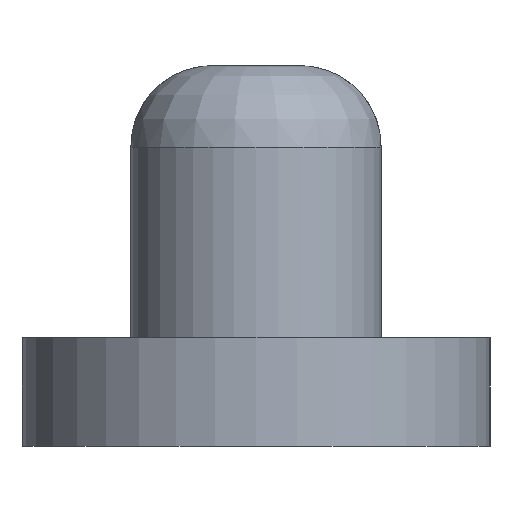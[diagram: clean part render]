
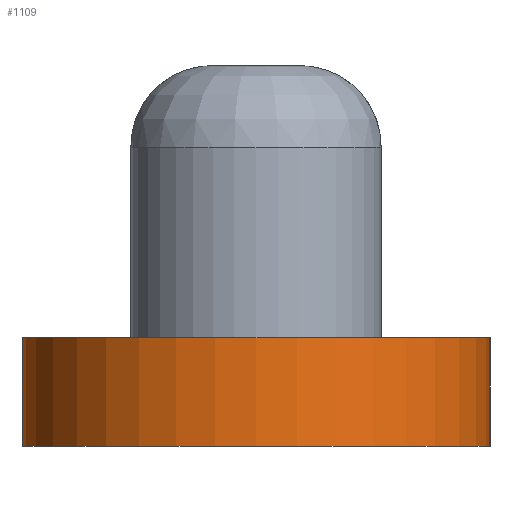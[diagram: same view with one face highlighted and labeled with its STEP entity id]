
A CAD part, left-side view. The second image highlights one B-rep face of the part: STEP entity #1109.
In plain terms, the highlighted cylindrical face has radius 2.15 mm (diameter 4.3 mm), a partial arc.
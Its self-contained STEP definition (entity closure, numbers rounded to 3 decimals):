
#128 = PLANE('',#129);
#129 = AXIS2_PLACEMENT_3D('',#130,#131,#132);
#130 = CARTESIAN_POINT('',(0.,0.,1.)
  );
#131 = DIRECTION('',(0.,0.,1.));
#132 = DIRECTION('',(1.,0.,0.));
#156 = PLANE('',#157);
#157 = AXIS2_PLACEMENT_3D('',#158,#159,#160);
#158 = CARTESIAN_POINT('',(10.65,-2.15,0.));
#159 = DIRECTION('',(0.,-1.,0.));
#160 = DIRECTION('',(-1.,0.,0.));
#212 = PLANE('',#213);
#213 = AXIS2_PLACEMENT_3D('',#214,#215,#216);
#214 = CARTESIAN_POINT('',(10.65,2.15,0.));
#215 = DIRECTION('',(0.,-1.,0.));
#216 = DIRECTION('',(-1.,0.,0.));
#437 = VERTEX_POINT('',#438);
#438 = CARTESIAN_POINT('',(-10.65,-2.15,1.));
#508 = VERTEX_POINT('',#509);
#509 = CARTESIAN_POINT('',(-10.65,2.15,1.));
#530 = EDGE_CURVE('',#508,#437,#531,.T.);
#531 = SURFACE_CURVE('',#532,(#537,#544),.PCURVE_S1.);
#532 = CIRCLE('',#533,2.15);
#533 = AXIS2_PLACEMENT_3D('',#534,#535,#536);
#534 = CARTESIAN_POINT('',(-10.65,0.,1.));
#535 = DIRECTION('',(0.,0.,1.));
#536 = DIRECTION('',(1.,0.,0.));
#537 = PCURVE('',#128,#538);
#538 = DEFINITIONAL_REPRESENTATION('',(#539),#543);
#539 = CIRCLE('',#540,2.15);
#540 = AXIS2_PLACEMENT_2D('',#541,#542);
#541 = CARTESIAN_POINT('',(-10.65,0.));
#542 = DIRECTION('',(1.,0.));
#543 = ( GEOMETRIC_REPRESENTATION_CONTEXT(2) 
PARAMETRIC_REPRESENTATION_CONTEXT() REPRESENTATION_CONTEXT('2D SPACE',''
  ) );
#544 = PCURVE('',#545,#550);
#545 = CYLINDRICAL_SURFACE('',#546,2.15);
#546 = AXIS2_PLACEMENT_3D('',#547,#548,#549);
#547 = CARTESIAN_POINT('',(-10.65,0.,0.));
#548 = DIRECTION('',(0.,0.,-1.));
#549 = DIRECTION('',(1.,0.,0.));
#550 = DEFINITIONAL_REPRESENTATION('',(#551),#555);
#551 = LINE('',#552,#553);
#552 = CARTESIAN_POINT('',(0.,-1.));
#553 = VECTOR('',#554,1.);
#554 = DIRECTION('',(-1.,0.));
#555 = ( GEOMETRIC_REPRESENTATION_CONTEXT(2) 
PARAMETRIC_REPRESENTATION_CONTEXT() REPRESENTATION_CONTEXT('2D SPACE',''
  ) );
#612 = VERTEX_POINT('',#613);
#613 = CARTESIAN_POINT('',(-10.65,2.15,0.));
#627 = PLANE('',#628);
#628 = AXIS2_PLACEMENT_3D('',#629,#630,#631);
#629 = CARTESIAN_POINT('',(0.,0.,
    0.));
#630 = DIRECTION('',(0.,0.,1.));
#631 = DIRECTION('',(1.,0.,0.));
#746 = EDGE_CURVE('',#612,#508,#747,.T.);
#747 = SURFACE_CURVE('',#748,(#752,#759),.PCURVE_S1.);
#748 = LINE('',#749,#750);
#749 = CARTESIAN_POINT('',(-10.65,2.15,0.));
#750 = VECTOR('',#751,1.);
#751 = DIRECTION('',(0.,0.,1.));
#752 = PCURVE('',#212,#753);
#753 = DEFINITIONAL_REPRESENTATION('',(#754),#758);
#754 = LINE('',#755,#756);
#755 = CARTESIAN_POINT('',(21.3,0.));
#756 = VECTOR('',#757,1.);
#757 = DIRECTION('',(0.,-1.));
#758 = ( GEOMETRIC_REPRESENTATION_CONTEXT(2) 
PARAMETRIC_REPRESENTATION_CONTEXT() REPRESENTATION_CONTEXT('2D SPACE',''
  ) );
#759 = PCURVE('',#545,#760);
#760 = DEFINITIONAL_REPRESENTATION('',(#761),#765);
#761 = LINE('',#762,#763);
#762 = CARTESIAN_POINT('',(-1.571,0.));
#763 = VECTOR('',#764,1.);
#764 = DIRECTION('',(0.,-1.));
#765 = ( GEOMETRIC_REPRESENTATION_CONTEXT(2) 
PARAMETRIC_REPRESENTATION_CONTEXT() REPRESENTATION_CONTEXT('2D SPACE',''
  ) );
#822 = VERTEX_POINT('',#823);
#823 = CARTESIAN_POINT('',(-10.65,-2.15,0.));
#914 = EDGE_CURVE('',#822,#437,#915,.T.);
#915 = SURFACE_CURVE('',#916,(#920,#927),.PCURVE_S1.);
#916 = LINE('',#917,#918);
#917 = CARTESIAN_POINT('',(-10.65,-2.15,0.));
#918 = VECTOR('',#919,1.);
#919 = DIRECTION('',(0.,0.,1.));
#920 = PCURVE('',#156,#921);
#921 = DEFINITIONAL_REPRESENTATION('',(#922),#926);
#922 = LINE('',#923,#924);
#923 = CARTESIAN_POINT('',(21.3,0.));
#924 = VECTOR('',#925,1.);
#925 = DIRECTION('',(0.,-1.));
#926 = ( GEOMETRIC_REPRESENTATION_CONTEXT(2) 
PARAMETRIC_REPRESENTATION_CONTEXT() REPRESENTATION_CONTEXT('2D SPACE',''
  ) );
#927 = PCURVE('',#545,#928);
#928 = DEFINITIONAL_REPRESENTATION('',(#929),#933);
#929 = LINE('',#930,#931);
#930 = CARTESIAN_POINT('',(-4.712,0.));
#931 = VECTOR('',#932,1.);
#932 = DIRECTION('',(0.,-1.));
#933 = ( GEOMETRIC_REPRESENTATION_CONTEXT(2) 
PARAMETRIC_REPRESENTATION_CONTEXT() REPRESENTATION_CONTEXT('2D SPACE',''
  ) );
#1109 = ADVANCED_FACE('',(#1110),#545,.T.);
#1110 = FACE_BOUND('',#1111,.F.);
#1111 = EDGE_LOOP('',(#1112,#1113,#1114,#1115));
#1112 = ORIENTED_EDGE('',*,*,#746,.T.);
#1113 = ORIENTED_EDGE('',*,*,#530,.T.);
#1114 = ORIENTED_EDGE('',*,*,#914,.F.);
#1115 = ORIENTED_EDGE('',*,*,#1116,.F.);
#1116 = EDGE_CURVE('',#612,#822,#1117,.T.);
#1117 = SURFACE_CURVE('',#1118,(#1123,#1130),.PCURVE_S1.);
#1118 = CIRCLE('',#1119,2.15);
#1119 = AXIS2_PLACEMENT_3D('',#1120,#1121,#1122);
#1120 = CARTESIAN_POINT('',(-10.65,0.,0.));
#1121 = DIRECTION('',(0.,0.,1.));
#1122 = DIRECTION('',(1.,0.,0.));
#1123 = PCURVE('',#545,#1124);
#1124 = DEFINITIONAL_REPRESENTATION('',(#1125),#1129);
#1125 = LINE('',#1126,#1127);
#1126 = CARTESIAN_POINT('',(0.,0.));
#1127 = VECTOR('',#1128,1.);
#1128 = DIRECTION('',(-1.,0.));
#1129 = ( GEOMETRIC_REPRESENTATION_CONTEXT(2) 
PARAMETRIC_REPRESENTATION_CONTEXT() REPRESENTATION_CONTEXT('2D SPACE',''
  ) );
#1130 = PCURVE('',#627,#1131);
#1131 = DEFINITIONAL_REPRESENTATION('',(#1132),#1136);
#1132 = CIRCLE('',#1133,2.15);
#1133 = AXIS2_PLACEMENT_2D('',#1134,#1135);
#1134 = CARTESIAN_POINT('',(-10.65,0.));
#1135 = DIRECTION('',(1.,0.));
#1136 = ( GEOMETRIC_REPRESENTATION_CONTEXT(2) 
PARAMETRIC_REPRESENTATION_CONTEXT() REPRESENTATION_CONTEXT('2D SPACE',''
  ) );
